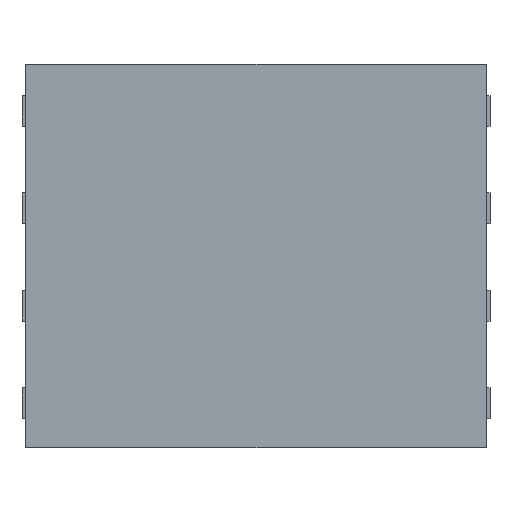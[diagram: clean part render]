
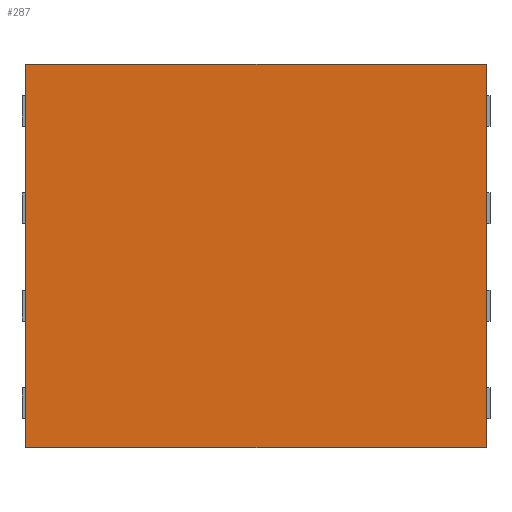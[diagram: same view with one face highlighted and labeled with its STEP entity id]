
A CAD part, top view. The second image highlights one B-rep face of the part: STEP entity #287.
In plain terms, the highlighted planar face has unit normal (0, 0, 1).
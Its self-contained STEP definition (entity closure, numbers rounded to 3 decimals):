
#21 = CARTESIAN_POINT ( 'NONE',  ( 0., 0., 0.95 ) ) ;
#85 = ORIENTED_EDGE ( 'NONE', *, *, #1188, .T. ) ;
#89 = CARTESIAN_POINT ( 'NONE',  ( 3., 2.5, 0.95 ) ) ;
#284 = ORIENTED_EDGE ( 'NONE', *, *, #652, .T. ) ;
#287 = ADVANCED_FACE ( 'NONE', ( #786 ), #1543, .T. ) ;
#360 = VERTEX_POINT ( 'NONE', #21 ) ;
#432 = AXIS2_PLACEMENT_3D ( 'NONE', #89, #835, #2944 ) ;
#652 = EDGE_CURVE ( 'NONE', #1414, #360, #1630, .T. ) ;
#786 = FACE_OUTER_BOUND ( 'NONE', #2575, .T. ) ;
#835 = DIRECTION ( 'NONE',  ( 0., 0., 1. ) ) ;
#887 = VERTEX_POINT ( 'NONE', #1578 ) ;
#1017 = DIRECTION ( 'NONE',  ( 0., 1., 0. ) ) ;
#1036 = VECTOR ( 'NONE', #2067, 1000. ) ;
#1120 = CARTESIAN_POINT ( 'NONE',  ( 0., 2.5, 0.95 ) ) ;
#1130 = CARTESIAN_POINT ( 'NONE',  ( 6., 5., 0.95 ) ) ;
#1138 = CARTESIAN_POINT ( 'NONE',  ( 3., 5., 0.95 ) ) ;
#1188 = EDGE_CURVE ( 'NONE', #887, #1969, #1270, .T. ) ;
#1204 = DIRECTION ( 'NONE',  ( 1., 0., 0. ) ) ;
#1270 = LINE ( 'NONE', #2001, #2042 ) ;
#1345 = LINE ( 'NONE', #1138, #1492 ) ;
#1414 = VERTEX_POINT ( 'NONE', #2588 ) ;
#1492 = VECTOR ( 'NONE', #2291, 1000. ) ;
#1543 = PLANE ( 'NONE',  #432 ) ;
#1578 = CARTESIAN_POINT ( 'NONE',  ( 6., 0., 0.95 ) ) ;
#1630 = LINE ( 'NONE', #1120, #1036 ) ;
#1667 = LINE ( 'NONE', #2383, #2537 ) ;
#1787 = ORIENTED_EDGE ( 'NONE', *, *, #2804, .T. ) ;
#1969 = VERTEX_POINT ( 'NONE', #1130 ) ;
#2001 = CARTESIAN_POINT ( 'NONE',  ( 6., 2.5, 0.95 ) ) ;
#2042 = VECTOR ( 'NONE', #1017, 1000. ) ;
#2067 = DIRECTION ( 'NONE',  ( 0., -1., 0. ) ) ;
#2291 = DIRECTION ( 'NONE',  ( -1., 0., 0. ) ) ;
#2383 = CARTESIAN_POINT ( 'NONE',  ( 3., 0., 0.95 ) ) ;
#2513 = ORIENTED_EDGE ( 'NONE', *, *, #2601, .T. ) ;
#2537 = VECTOR ( 'NONE', #1204, 1000. ) ;
#2575 = EDGE_LOOP ( 'NONE', ( #85, #1787, #284, #2513 ) ) ;
#2588 = CARTESIAN_POINT ( 'NONE',  ( 0., 5., 0.95 ) ) ;
#2601 = EDGE_CURVE ( 'NONE', #360, #887, #1667, .T. ) ;
#2804 = EDGE_CURVE ( 'NONE', #1969, #1414, #1345, .T. ) ;
#2944 = DIRECTION ( 'NONE',  ( 1., 0., 0. ) ) ;
